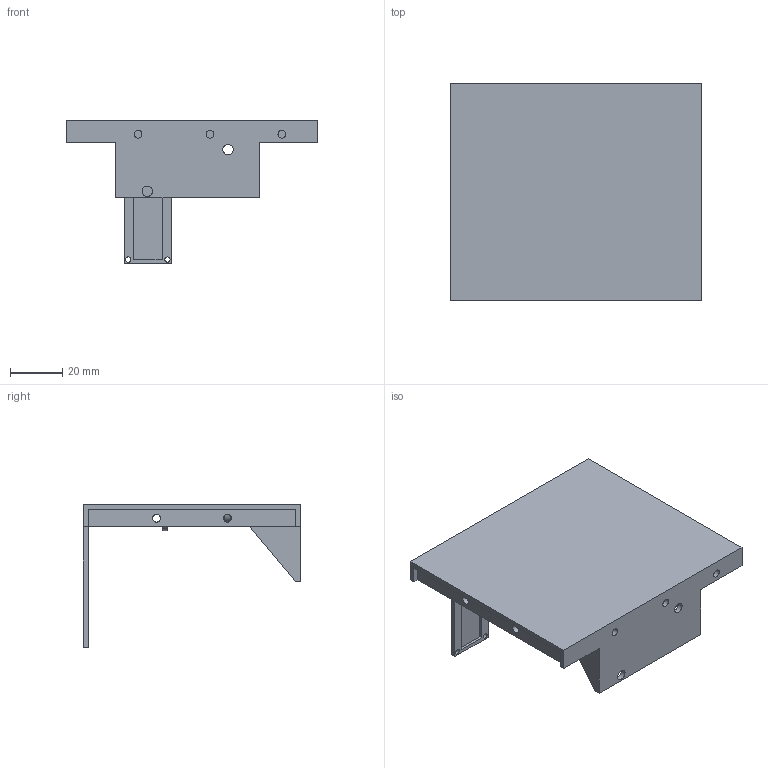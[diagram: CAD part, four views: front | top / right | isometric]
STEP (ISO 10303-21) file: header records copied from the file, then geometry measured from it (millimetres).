
FILE_DESCRIPTION(('FreeCAD Model'),'2;1');
FILE_NAME('Open CASCADE Shape Model','2026-02-15T20:24:10',(''),(''), 'Open CASCADE STEP processor 7.8','FreeCAD','Unknown');
FILE_SCHEMA(('AUTOMOTIVE_DESIGN { 1 0 10303 214 1 1 1 1 }'));
Length unit declared in the file: millimetre
Products named in the file (1): Left
Bounding box: 96 x 83 x 54.5 mm (x, y, z)
Volume: 25880.8 mm3; surface area: 27097.2 mm2
Topology: 1 solids, 1 shells, 70 faces, 202 edges, 134 vertices
Faces by surface type: plane 48, cylinder 22
Full cylindrical faces by diameter (mm): 2 x4, 3 x10, 4 x2
Entity records: 5088 total; most frequent: CARTESIAN_POINT 957, DIRECTION 770, LINE 508, VECTOR 508, ORIENTED_EDGE 404, PCURVE 404, DEFINITIONAL_REPRESENTATION 404, EDGE_CURVE 202
